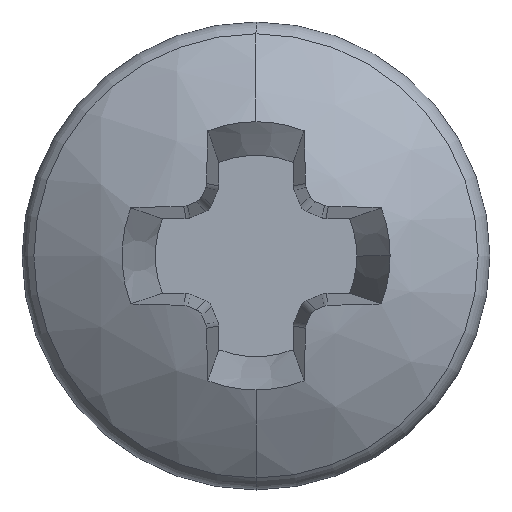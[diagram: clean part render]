
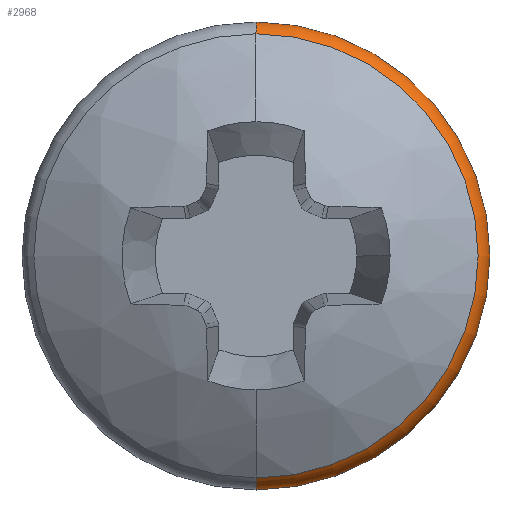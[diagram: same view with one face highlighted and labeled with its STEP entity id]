
A CAD part, top view. The second image highlights one B-rep face of the part: STEP entity #2968.
In plain terms, the highlighted toroidal (fillet/blend) face has major radius 1.272 mm and minor radius 0.201 mm.
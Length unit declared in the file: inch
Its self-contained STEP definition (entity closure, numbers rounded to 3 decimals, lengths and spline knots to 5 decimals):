
#2323 = DIRECTION ( 'NONE',  ( 0., 0., -1. ) ) ;
#2324 = CARTESIAN_POINT ( 'NONE',  ( 0., 0., 0.20583 ) ) ;
#2328 = DIRECTION ( 'NONE',  ( 0., 1., 0. ) ) ;
#2429 = CARTESIAN_POINT ( 'NONE',  ( 0., 0., 0.21199 ) ) ;
#2430 = DIRECTION ( 'NONE',  ( 0., 0., -1. ) ) ;
#2431 = DIRECTION ( 'NONE',  ( 0., 1., 0. ) ) ;
#2473 = CARTESIAN_POINT ( 'NONE',  ( 0., 0., 0.20583 ) ) ;
#2474 = DIRECTION ( 'NONE',  ( 0., 0., -1. ) ) ;
#2475 = DIRECTION ( 'NONE',  ( 0., 1., 0. ) ) ;
#2681 = CARTESIAN_POINT ( 'NONE',  ( 0., -0.05008, 0.20583 ) ) ;
#2682 = DIRECTION ( 'NONE',  ( 1., 0., 0. ) ) ;
#2683 = DIRECTION ( 'NONE',  ( 0., 1., 0. ) ) ;
#2892 = CARTESIAN_POINT ( 'NONE',  ( 0., 0.05008, 0.20583 ) ) ;
#2893 = DIRECTION ( 'NONE',  ( -1., 0., 0. ) ) ;
#2894 = DIRECTION ( 'NONE',  ( 0., 0., 1. ) ) ;
#2943 = CARTESIAN_POINT ( 'NONE',  ( 0., 0., 0.20583 ) ) ;
#2944 = DIRECTION ( 'NONE',  ( 0., 0., -1. ) ) ;
#2945 = DIRECTION ( 'NONE',  ( 0., 1., 0. ) ) ;
#2968 = ADVANCED_FACE ( 'NONE', ( #4299 ), #4291, .T. ) ;
#3156 = EDGE_CURVE ( 'NONE', #3992, #3838, #4318, .T. ) ;
#3170 = EDGE_CURVE ( 'NONE', #3833, #3983, #4331, .T. ) ;
#3240 = EDGE_CURVE ( 'NONE', #3838, #3983, #4392, .T. ) ;
#3303 = EDGE_CURVE ( 'NONE', #3992, #3981, #4424, .T. ) ;
#3312 = EDGE_CURVE ( 'NONE', #3981, #3833, #4427, .T. ) ;
#3603 = AXIS2_PLACEMENT_3D ( 'NONE', #2324, #2323, #2328 ) ;
#3606 = AXIS2_PLACEMENT_3D ( 'NONE', #2429, #2430, #2431 ) ;
#3608 = AXIS2_PLACEMENT_3D ( 'NONE', #2473, #2474, #2475 ) ;
#3623 = AXIS2_PLACEMENT_3D ( 'NONE', #2681, #2682, #2683 ) ;
#3628 = AXIS2_PLACEMENT_3D ( 'NONE', #2892, #2893, #2894 ) ;
#3629 = AXIS2_PLACEMENT_3D ( 'NONE', #2943, #2944, #2945 ) ;
#3702 = EDGE_LOOP ( 'NONE', ( #5200, #5672, #5681, #5619, #5144 ) ) ;
#3833 = VERTEX_POINT ( 'NONE', #4792 ) ;
#3838 = VERTEX_POINT ( 'NONE', #4811 ) ;
#3981 = VERTEX_POINT ( 'NONE', #4952 ) ;
#3983 = VERTEX_POINT ( 'NONE', #4954 ) ;
#3992 = VERTEX_POINT ( 'NONE', #4963 ) ;
#4291 = TOROIDAL_SURFACE ( 'NONE', #3603, 0.05008, 0.00792 ) ;
#4299 = FACE_OUTER_BOUND ( 'NONE', #3702, .T. ) ;
#4318 = CIRCLE ( 'NONE', #3606, 0.05507 ) ;
#4331 = CIRCLE ( 'NONE', #3608, 0.058 ) ;
#4392 = CIRCLE ( 'NONE', #3623, 0.00792 ) ;
#4424 = CIRCLE ( 'NONE', #3628, 0.00792 ) ;
#4427 = CIRCLE ( 'NONE', #3629, 0.058 ) ;
#4792 = CARTESIAN_POINT ( 'NONE',  ( 0.058, 0., 0.20583 ) ) ;
#4811 = CARTESIAN_POINT ( 'NONE',  ( 0., -0.05507, 0.21199 ) ) ;
#4952 = CARTESIAN_POINT ( 'NONE',  ( 0., 0.058, 0.20583 ) ) ;
#4954 = CARTESIAN_POINT ( 'NONE',  ( 0., -0.058, 0.20583 ) ) ;
#4963 = CARTESIAN_POINT ( 'NONE',  ( 0., 0.05507, 0.21199 ) ) ;
#5144 = ORIENTED_EDGE ( 'NONE', *, *, #3303, .F. ) ;
#5200 = ORIENTED_EDGE ( 'NONE', *, *, #3156, .T. ) ;
#5619 = ORIENTED_EDGE ( 'NONE', *, *, #3312, .F. ) ;
#5672 = ORIENTED_EDGE ( 'NONE', *, *, #3240, .T. ) ;
#5681 = ORIENTED_EDGE ( 'NONE', *, *, #3170, .F. ) ;
